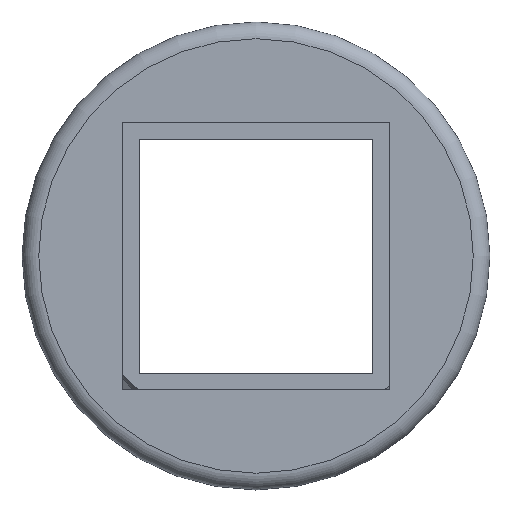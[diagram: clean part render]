
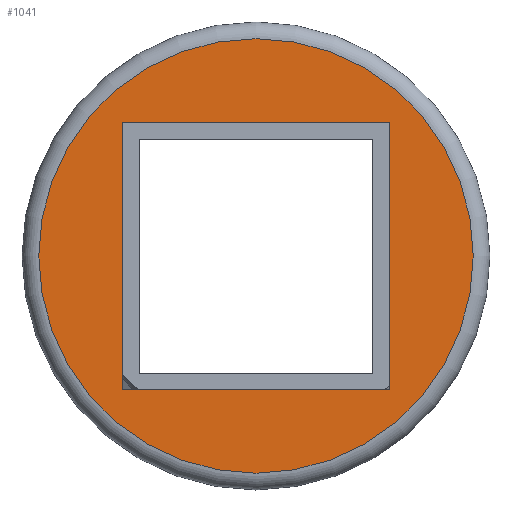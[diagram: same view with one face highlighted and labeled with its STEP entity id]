
A CAD part, top view. The second image highlights one B-rep face of the part: STEP entity #1041.
In plain terms, the highlighted planar face has unit normal (0, 0, 1).
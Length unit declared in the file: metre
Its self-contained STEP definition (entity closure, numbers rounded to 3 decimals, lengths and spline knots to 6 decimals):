
#21=PLANE('',#1096);
#128=CIRCLE('',#1097,0.013);
#168=LINE('',#5062,#231);
#169=LINE('',#5065,#232);
#170=LINE('',#5067,#233);
#171=LINE('',#5069,#234);
#231=VECTOR('',#1202,1.);
#232=VECTOR('',#1203,1.);
#233=VECTOR('',#1204,1.);
#234=VECTOR('',#1205,1.);
#419=ORIENTED_EDGE('',*,*,#703,.T.);
#420=ORIENTED_EDGE('',*,*,#704,.F.);
#421=ORIENTED_EDGE('',*,*,#705,.T.);
#422=ORIENTED_EDGE('',*,*,#706,.T.);
#423=ORIENTED_EDGE('',*,*,#707,.F.);
#703=EDGE_CURVE('',#830,#830,#128,.T.);
#704=EDGE_CURVE('',#831,#832,#168,.T.);
#705=EDGE_CURVE('',#831,#833,#169,.T.);
#706=EDGE_CURVE('',#833,#834,#170,.T.);
#707=EDGE_CURVE('',#832,#834,#171,.T.);
#830=VERTEX_POINT('',#5061);
#831=VERTEX_POINT('',#5063);
#832=VERTEX_POINT('',#5064);
#833=VERTEX_POINT('',#5066);
#834=VERTEX_POINT('',#5068);
#906=EDGE_LOOP('',(#419));
#907=EDGE_LOOP('',(#420,#421,#422,#423));
#970=FACE_BOUND('',#906,.T.);
#971=FACE_BOUND('',#907,.T.);
#1041=ADVANCED_FACE('',(#970,#971),#21,.T.);
#1096=AXIS2_PLACEMENT_3D('',#5059,#1198,#1199);
#1097=AXIS2_PLACEMENT_3D('',#5060,#1200,#1201);
#1198=DIRECTION('',(0.,0.,1.));
#1199=DIRECTION('',(1.,0.,0.));
#1200=DIRECTION('',(0.,0.,1.));
#1201=DIRECTION('',(1.,0.,0.));
#1202=DIRECTION('',(1.,0.,0.));
#1203=DIRECTION('',(0.,1.,0.));
#1204=DIRECTION('',(1.,0.,0.));
#1205=DIRECTION('',(0.,1.,0.));
#5059=CARTESIAN_POINT('',(0.,0.,0.003));
#5060=CARTESIAN_POINT('',(0.,0.,0.003));
#5061=CARTESIAN_POINT('',(0.013,0.,0.003));
#5062=CARTESIAN_POINT('',(0.,-0.008,0.003));
#5063=CARTESIAN_POINT('',(-0.008,-0.008,0.003));
#5064=CARTESIAN_POINT('',(0.008,-0.008,0.003));
#5065=CARTESIAN_POINT('',(-0.008,0.,0.003));
#5066=CARTESIAN_POINT('',(-0.008,0.008,0.003));
#5067=CARTESIAN_POINT('',(0.,0.008,0.003));
#5068=CARTESIAN_POINT('',(0.008,0.008,0.003));
#5069=CARTESIAN_POINT('',(0.008,0.,0.003));
